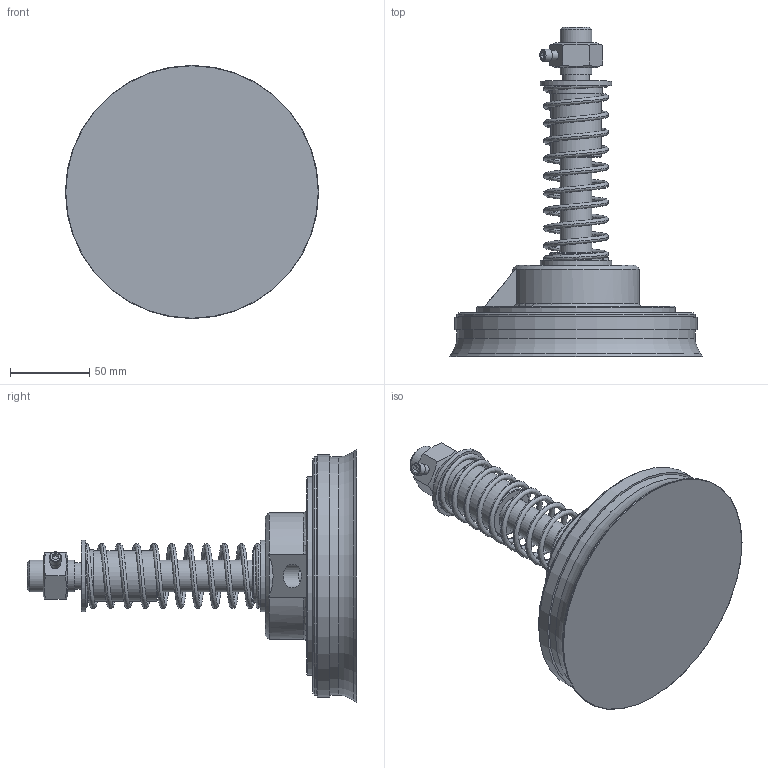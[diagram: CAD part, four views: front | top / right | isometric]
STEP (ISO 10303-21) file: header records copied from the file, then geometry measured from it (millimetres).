
FILE_DESCRIPTION(/* description */ (''),/* implementation_level */ '2;1');
FILE_NAME(/* name */ 'vpdm60150sh30sb.stp',/* time_stamp */ '2025-11-21T09:34:56+01:00',/* author */ ('enginyeria4'),/* organization */ (''),/* preprocessor_version */ 'ST-DEVELOPER v20',/* originating_system */ 'Autodesk Inventor 2024',/* authorisation */ '');
FILE_SCHEMA (('AUTOMOTIVE_DESIGN { 1 0 10303 214 3 1 1 }'));
Length unit declared in the file: millimetre
Products named in the file (1): Pieza15
Bounding box: 159.47 x 207.7 x 159.47 mm (x, y, z)
Volume: 776232.5 mm3; surface area: 122378.6 mm2
Topology: 1 solids, 4 shells, 107 faces, 219 edges, 143 vertices
Faces by surface type: plane 54, cylinder 29, cone 18, torus 4, bspline 2
Full cylindrical faces by diameter (mm): 6 x2, 7.6 x1, 9 x1, 14.95 x1, 17 x2, 17.294 x2, 20 x2, 20.752 x1, 21 x2, 32 x1, 33 x2, 45 x2, 108.5 x1, 125 x1, 141.982 x1, 148.781 x1, 148.8 x1, 149.981 x2, 152.8 x1
Entity records: 5974 total; most frequent: CARTESIAN_POINT 3522, DIRECTION 488, ORIENTED_EDGE 436, EDGE_CURVE 218, AXIS2_PLACEMENT_3D 202, VERTEX_POINT 143, EDGE_LOOP 141, FACE_OUTER_BOUND 107
